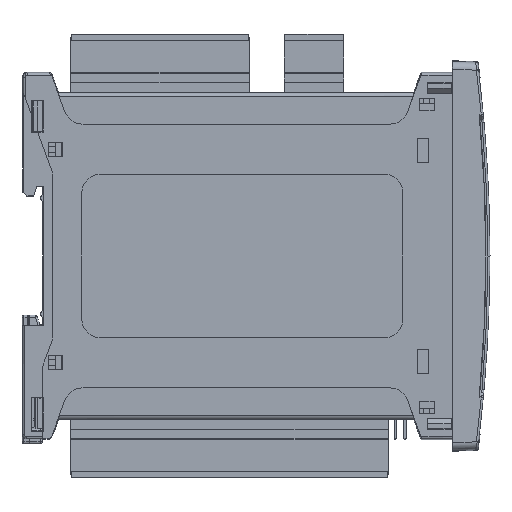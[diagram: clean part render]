
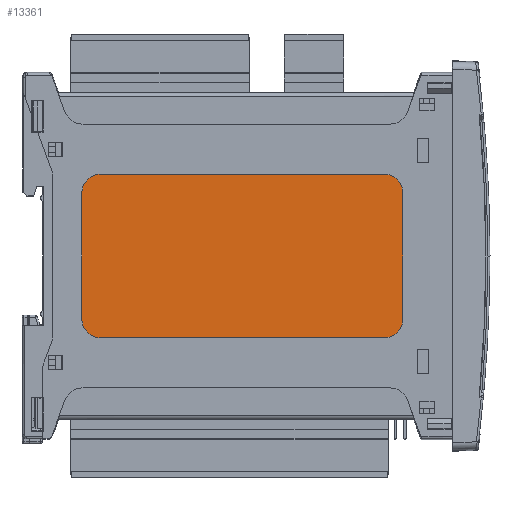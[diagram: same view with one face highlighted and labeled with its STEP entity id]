
A CAD part, front view. The second image highlights one B-rep face of the part: STEP entity #13361.
In plain terms, the highlighted planar face has unit normal (0, -1, 0).
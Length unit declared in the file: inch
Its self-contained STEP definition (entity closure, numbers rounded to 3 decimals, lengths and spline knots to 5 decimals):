
#9061 = ORIENTED_EDGE ( 'NONE', *, *, #114740, .T. ) ;
#13361 = ADVANCED_FACE ( 'NONE', ( #89750 ), #135999, .F. ) ;
#13467 = EDGE_CURVE ( 'NONE', #18482, #98362, #44548, .T. ) ;
#18482 = VERTEX_POINT ( 'NONE', #120827 ) ;
#21616 = ORIENTED_EDGE ( 'NONE', *, *, #13467, .T. ) ;
#24254 = DIRECTION ( 'NONE',  ( 0., 0., -1. ) ) ;
#25240 = ORIENTED_EDGE ( 'NONE', *, *, #130393, .T. ) ;
#26307 = VERTEX_POINT ( 'NONE', #123350 ) ;
#28882 = EDGE_CURVE ( 'NONE', #88504, #26307, #139688, .T. ) ;
#29999 = CARTESIAN_POINT ( 'NONE',  ( 3.83332, 0.00794, -0.6295 ) ) ;
#31152 = CARTESIAN_POINT ( 'NONE',  ( 0.59435, 0.00794, 0.6295 ) ) ;
#32295 = AXIS2_PLACEMENT_3D ( 'NONE', #184007, #121757, #166927 ) ;
#34101 = ORIENTED_EDGE ( 'NONE', *, *, #171562, .T. ) ;
#44548 = LINE ( 'NONE', #90733, #48009 ) ;
#45098 = DIRECTION ( 'NONE',  ( 1., 0., 0. ) ) ;
#46485 = CIRCLE ( 'NONE', #104252, 0.19685 ) ;
#47692 = CARTESIAN_POINT ( 'NONE',  ( 0.7912, 0.00794, 0.82635 ) ) ;
#48009 = VECTOR ( 'NONE', #105822, 39.37008 ) ;
#52789 = VERTEX_POINT ( 'NONE', #153971 ) ;
#53037 = AXIS2_PLACEMENT_3D ( 'NONE', #104366, #121438, #45098 ) ;
#54444 = AXIS2_PLACEMENT_3D ( 'NONE', #165094, #60607, #104820 ) ;
#57306 = AXIS2_PLACEMENT_3D ( 'NONE', #131984, #132982, #165044 ) ;
#57319 = CARTESIAN_POINT ( 'NONE',  ( 0.7912, 0.00794, 0.6295 ) ) ;
#59309 = EDGE_CURVE ( 'NONE', #129344, #88504, #74413, .T. ) ;
#60607 = DIRECTION ( 'NONE',  ( 0., 1., 0. ) ) ;
#63248 = LINE ( 'NONE', #139617, #150071 ) ;
#66309 = VERTEX_POINT ( 'NONE', #68053 ) ;
#68053 = CARTESIAN_POINT ( 'NONE',  ( 3.83332, 0.00794, 0.6295 ) ) ;
#74413 = LINE ( 'NONE', #179919, #84458 ) ;
#80150 = ORIENTED_EDGE ( 'NONE', *, *, #159343, .T. ) ;
#84458 = VECTOR ( 'NONE', #24254, 39.37008 ) ;
#85197 = ORIENTED_EDGE ( 'NONE', *, *, #28882, .T. ) ;
#88055 = EDGE_LOOP ( 'NONE', ( #103039, #85197, #34101, #25240, #185461, #9061, #21616, #80150 ) ) ;
#88504 = VERTEX_POINT ( 'NONE', #144287 ) ;
#89750 = FACE_OUTER_BOUND ( 'NONE', #88055, .T. ) ;
#90733 = CARTESIAN_POINT ( 'NONE',  ( 3.83332, 0.00794, 0.82635 ) ) ;
#98362 = VERTEX_POINT ( 'NONE', #47692 ) ;
#103039 = ORIENTED_EDGE ( 'NONE', *, *, #59309, .T. ) ;
#104252 = AXIS2_PLACEMENT_3D ( 'NONE', #57319, #118617, #119602 ) ;
#104366 = CARTESIAN_POINT ( 'NONE',  ( 0.7912, 0.00794, -0.6295 ) ) ;
#104820 = DIRECTION ( 'NONE',  ( -1., 0., 0. ) ) ;
#105476 = CIRCLE ( 'NONE', #57306, 0.19685 ) ;
#105822 = DIRECTION ( 'NONE',  ( -1., 0., 0. ) ) ;
#114740 = EDGE_CURVE ( 'NONE', #66309, #18482, #173218, .T. ) ;
#118617 = DIRECTION ( 'NONE',  ( 0., -1., 0. ) ) ;
#119602 = DIRECTION ( 'NONE',  ( 1., 0., 0. ) ) ;
#120827 = CARTESIAN_POINT ( 'NONE',  ( 3.63646, 0.00794, 0.82635 ) ) ;
#121438 = DIRECTION ( 'NONE',  ( 0., -1., 0. ) ) ;
#121757 = DIRECTION ( 'NONE',  ( 0., -1., 0. ) ) ;
#123350 = CARTESIAN_POINT ( 'NONE',  ( 0.7912, 0.00794, -0.82635 ) ) ;
#129344 = VERTEX_POINT ( 'NONE', #31152 ) ;
#129456 = EDGE_CURVE ( 'NONE', #143152, #66309, #63248, .T. ) ;
#130111 = CARTESIAN_POINT ( 'NONE',  ( 3.83332, 0.00794, -0.82635 ) ) ;
#130393 = EDGE_CURVE ( 'NONE', #52789, #143152, #105476, .T. ) ;
#131112 = LINE ( 'NONE', #130111, #148567 ) ;
#131984 = CARTESIAN_POINT ( 'NONE',  ( 3.63646, 0.00794, -0.6295 ) ) ;
#132982 = DIRECTION ( 'NONE',  ( 0., -1., 0. ) ) ;
#133111 = DIRECTION ( 'NONE',  ( 1., 0., 0. ) ) ;
#135999 = PLANE ( 'NONE',  #54444 ) ;
#138642 = DIRECTION ( 'NONE',  ( 0., 0., 1. ) ) ;
#139617 = CARTESIAN_POINT ( 'NONE',  ( 3.83332, 0.00794, 0.82635 ) ) ;
#139688 = CIRCLE ( 'NONE', #53037, 0.19685 ) ;
#143152 = VERTEX_POINT ( 'NONE', #29999 ) ;
#144287 = CARTESIAN_POINT ( 'NONE',  ( 0.59435, 0.00794, -0.6295 ) ) ;
#148567 = VECTOR ( 'NONE', #133111, 39.37008 ) ;
#150071 = VECTOR ( 'NONE', #138642, 39.37008 ) ;
#153971 = CARTESIAN_POINT ( 'NONE',  ( 3.63646, 0.00794, -0.82635 ) ) ;
#159343 = EDGE_CURVE ( 'NONE', #98362, #129344, #46485, .T. ) ;
#165044 = DIRECTION ( 'NONE',  ( 1., 0., 0. ) ) ;
#165094 = CARTESIAN_POINT ( 'NONE',  ( 0.59435, 0.00794, -0.82635 ) ) ;
#166927 = DIRECTION ( 'NONE',  ( 1., 0., 0. ) ) ;
#171562 = EDGE_CURVE ( 'NONE', #26307, #52789, #131112, .T. ) ;
#173218 = CIRCLE ( 'NONE', #32295, 0.19685 ) ;
#179919 = CARTESIAN_POINT ( 'NONE',  ( 0.59435, 0.00794, 0.82635 ) ) ;
#184007 = CARTESIAN_POINT ( 'NONE',  ( 3.63646, 0.00794, 0.6295 ) ) ;
#185461 = ORIENTED_EDGE ( 'NONE', *, *, #129456, .T. ) ;
